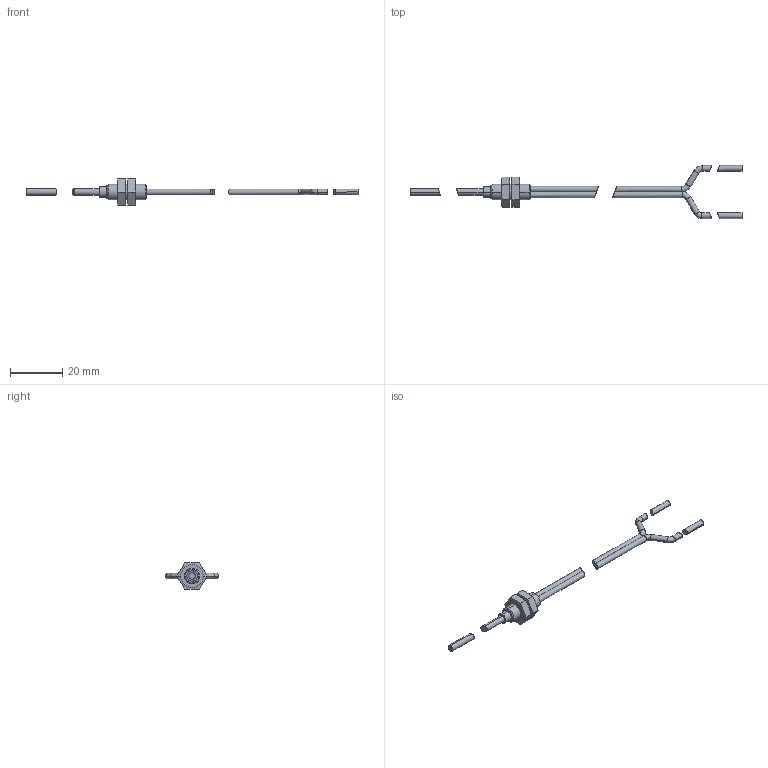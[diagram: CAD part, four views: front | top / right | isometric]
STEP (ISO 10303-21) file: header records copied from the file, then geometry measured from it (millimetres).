
FILE_DESCRIPTION (( 'STEP AP214' ), '1' );
FILE_NAME ('OPT2056.STEP', '2016-02-24T14:34:41', ( '' ), ( '' ), 'SwSTEP 2.0', 'SolidWorks 2014', '' );
FILE_SCHEMA (( 'AUTOMOTIVE_DESIGN' ));
Length unit declared in the file: inch
Products named in the file (6): OPT2056; 1; 2; 3; 4; 5
Assembly tree (5 placements, depth 2):
  OPT2056
    1
    2
    3
    4
    5
Bounding box: 127.11 x 20.3 x 10 mm (x, y, z)
Volume: 1496.5 mm3; surface area: 1859.9 mm2
Topology: 5 solids, 5 shells, 78 faces, 158 edges, 97 vertices
Faces by surface type: plane 30, cylinder 28, cone 12, torus 8
Entity records: 2370 total; most frequent: CARTESIAN_POINT 517, DIRECTION 348, ORIENTED_EDGE 316, EDGE_CURVE 158, AXIS2_PLACEMENT_3D 148, VERTEX_POINT 97, EDGE_LOOP 85, FACE_OUTER_BOUND 78
